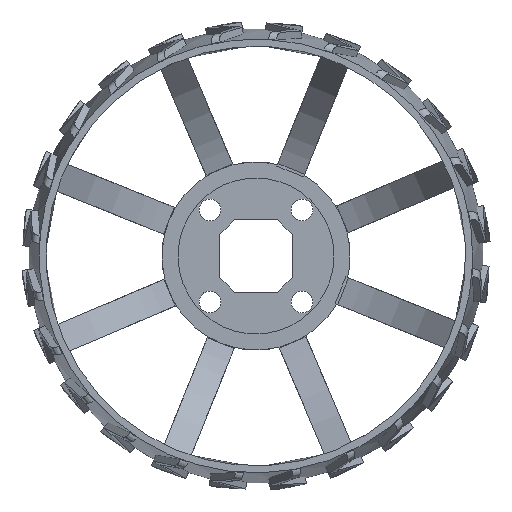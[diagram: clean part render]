
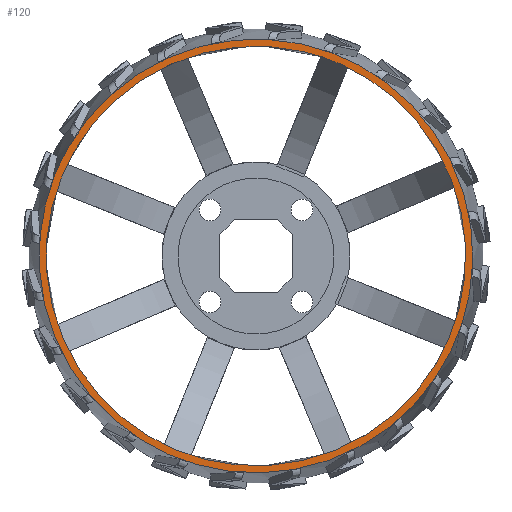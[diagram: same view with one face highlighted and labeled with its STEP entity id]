
A CAD part, left-side view. The second image highlights one B-rep face of the part: STEP entity #120.
In plain terms, the highlighted planar face has unit normal (-1, 0, 0).
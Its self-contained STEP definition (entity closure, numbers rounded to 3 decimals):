
#24=FACE_BOUND('',#1163,.T.);
#120=ADVANCED_FACE('',(#636,#24),#9032,.T.);
#636=FACE_OUTER_BOUND('',#1162,.T.);
#1162=EDGE_LOOP('',(#2110));
#1163=EDGE_LOOP('',(#2111));
#2110=ORIENTED_EDGE('',*,*,#5330,.T.);
#2111=ORIENTED_EDGE('',*,*,#5327,.T.);
#5327=EDGE_CURVE('',#7990,#7990,#7510,.T.);
#5330=EDGE_CURVE('',#7993,#7993,#7513,.T.);
#7510=(
BOUNDED_CURVE()
B_SPLINE_CURVE(2,(#18084,#18085,#18086,#18087,#18088,#18089,#18090,#18091,
#18092),.UNSPECIFIED.,.T.,.F.)
B_SPLINE_CURVE_WITH_KNOTS((3,2,2,2,3),(0.,45.58,91.16,
136.741,182.321),.UNSPECIFIED.)
CURVE()
GEOMETRIC_REPRESENTATION_ITEM()
RATIONAL_B_SPLINE_CURVE((1.,0.707,1.,0.707,1.,0.707,
1.,0.707,1.))
REPRESENTATION_ITEM('')
);
#7513=(
BOUNDED_CURVE()
B_SPLINE_CURVE(2,(#18104,#18105,#18106,#18107,#18108,#18109,#18110,#18111,
#18112),.UNSPECIFIED.,.T.,.F.)
B_SPLINE_CURVE_WITH_KNOTS((3,2,2,2,3),(0.,49.472,98.943,
148.415,197.886),.UNSPECIFIED.)
CURVE()
GEOMETRIC_REPRESENTATION_ITEM()
RATIONAL_B_SPLINE_CURVE((1.,0.707,1.,0.707,1.,0.707,
1.,0.707,1.))
REPRESENTATION_ITEM('')
);
#7990=VERTEX_POINT('',#13684);
#7993=VERTEX_POINT('',#13687);
#9032=PLANE('',#9521);
#9521=AXIS2_PLACEMENT_3D('',#12379,#9906,$);
#9906=DIRECTION('',(-1.,0.,0.));
#12379=CARTESIAN_POINT('',(-20.,75.165,16.909));
#13684=CARTESIAN_POINT('',(-20.,103.209,26.514));
#13687=CARTESIAN_POINT('',(-20.,142.816,11.238));
#18084=CARTESIAN_POINT('',(-20.,103.209,26.514));
#18085=CARTESIAN_POINT('',(-20.,76.695,14.723));
#18086=CARTESIAN_POINT('',(-20.,88.486,-11.791));
#18087=CARTESIAN_POINT('',(-20.,100.277,-38.305));
#18088=CARTESIAN_POINT('',(-20.,126.791,-26.514));
#18089=CARTESIAN_POINT('',(-20.,153.305,-14.723));
#18090=CARTESIAN_POINT('',(-20.,141.514,11.791));
#18091=CARTESIAN_POINT('',(-20.,129.723,38.305));
#18092=CARTESIAN_POINT('',(-20.,103.209,26.514));
#18104=CARTESIAN_POINT('',(-20.,142.816,11.238));
#18105=CARTESIAN_POINT('',(-20.,154.054,-16.577));
#18106=CARTESIAN_POINT('',(-20.,126.238,-27.816));
#18107=CARTESIAN_POINT('',(-20.,98.423,-39.054));
#18108=CARTESIAN_POINT('',(-20.,87.184,-11.238));
#18109=CARTESIAN_POINT('',(-20.,75.946,16.577));
#18110=CARTESIAN_POINT('',(-20.,103.762,27.816));
#18111=CARTESIAN_POINT('',(-20.,131.577,39.054));
#18112=CARTESIAN_POINT('',(-20.,142.816,11.238));
